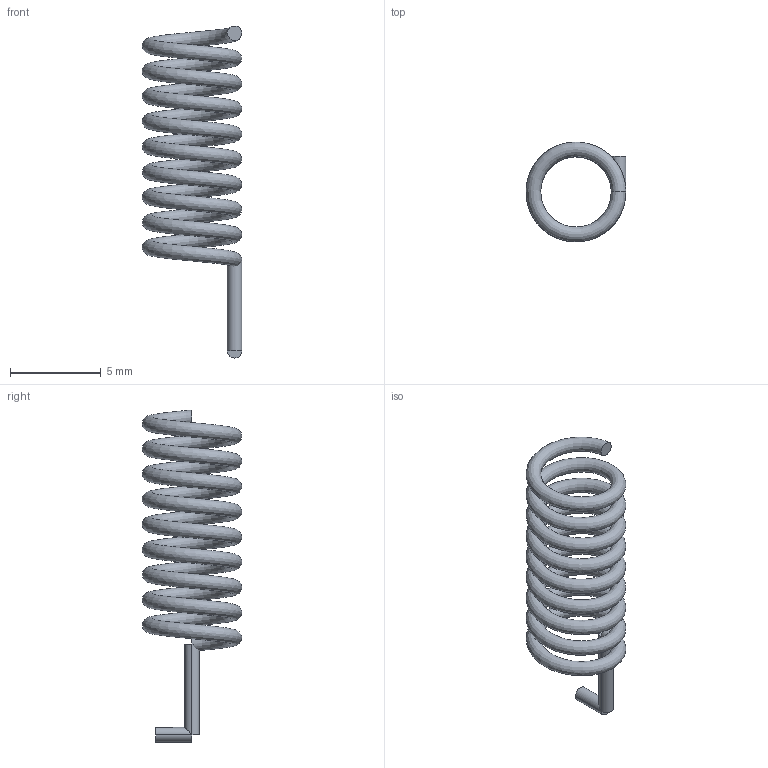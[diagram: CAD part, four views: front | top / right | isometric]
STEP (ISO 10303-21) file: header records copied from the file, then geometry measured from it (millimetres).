
FILE_DESCRIPTION((('zoo.dev export')), '2;1');
FILE_NAME('dump.step', '2026-02-13T00:25:10.237882589+00:00', ('Author unknown'), ('Organization unknown'), 'zoo.dev beta', 'zoo.dev', 'Authorization unknown');
FILE_SCHEMA(('AP203_CONFIGURATION_CONTROLLED_3D_DESIGN_OF_MECHANICAL_PARTS_AND_ASSEMBLIES_MIM_LF'));
Length unit declared in the file: metre
Products named in the file (2): UNIDENTIFIED_PRODUCT
Bounding box: 5.5 x 5.5 x 18.3 mm (x, y, z)
Volume: 69.8 mm3; surface area: 354 mm2
Topology: 2 solids, 2 shells, 11 faces, 18 edges, 11 vertices
Faces by surface type: plane 6, cylinder 4, bspline 1
Entity records: 9289 total; most frequent: CARTESIAN_POINT 9072, DIRECTION 34, ORIENTED_EDGE 34, EDGE_CURVE 18, AXIS2_PLACEMENT_3D 17, EDGE_LOOP 12, FACE_BOUND 12, VERTEX_POINT 11
